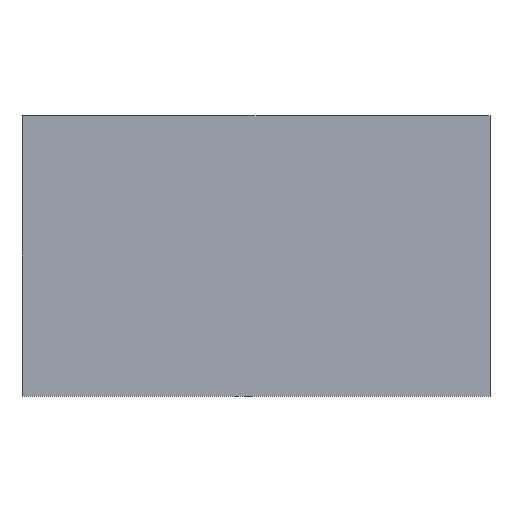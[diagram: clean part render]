
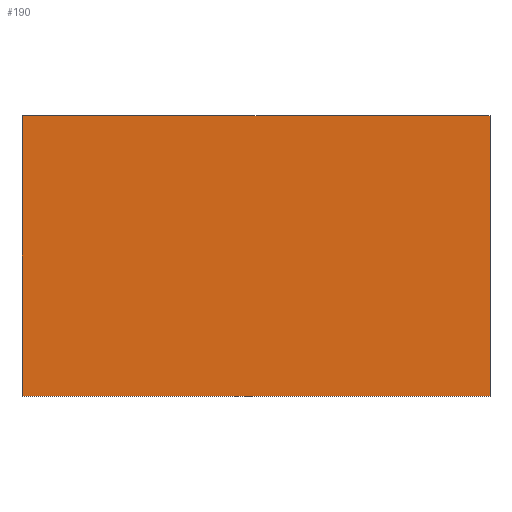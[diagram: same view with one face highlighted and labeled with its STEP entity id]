
A CAD part, front view. The second image highlights one B-rep face of the part: STEP entity #190.
In plain terms, the highlighted planar face has unit normal (0, -1, 0).
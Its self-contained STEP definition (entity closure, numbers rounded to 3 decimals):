
#24=FACE_OUTER_BOUND('',#34,.T.);
#34=EDGE_LOOP('',(#167,#168,#169,#170));
#51=LINE('',#298,#75);
#54=LINE('',#303,#78);
#57=LINE('',#308,#81);
#58=LINE('',#310,#82);
#75=VECTOR('',#245,10.);
#78=VECTOR('',#250,10.);
#81=VECTOR('',#255,10.);
#82=VECTOR('',#258,10.);
#95=VERTEX_POINT('',#296);
#96=VERTEX_POINT('',#297);
#97=VERTEX_POINT('',#302);
#98=VERTEX_POINT('',#306);
#115=EDGE_CURVE('',#95,#96,#51,.T.);
#118=EDGE_CURVE('',#97,#95,#54,.T.);
#121=EDGE_CURVE('',#98,#97,#57,.T.);
#122=EDGE_CURVE('',#96,#98,#58,.T.);
#167=ORIENTED_EDGE('',*,*,#122,.F.);
#168=ORIENTED_EDGE('',*,*,#115,.F.);
#169=ORIENTED_EDGE('',*,*,#118,.F.);
#170=ORIENTED_EDGE('',*,*,#121,.F.);
#180=PLANE('',#214);
#190=ADVANCED_FACE('',(#24),#180,.F.);
#214=AXIS2_PLACEMENT_3D('',#311,#259,#260);
#245=DIRECTION('',(-1.,0.,0.));
#250=DIRECTION('',(0.,0.,-1.));
#255=DIRECTION('',(1.,0.,0.));
#258=DIRECTION('',(0.,0.,1.));
#259=DIRECTION('center_axis',(0.,1.,0.));
#260=DIRECTION('ref_axis',(1.,0.,0.));
#296=CARTESIAN_POINT('',(50.,0.,-30.));
#297=CARTESIAN_POINT('',(0.,0.,-30.));
#298=CARTESIAN_POINT('',(50.,0.,-30.));
#302=CARTESIAN_POINT('',(50.,0.,0.));
#303=CARTESIAN_POINT('',(50.,0.,0.));
#306=CARTESIAN_POINT('',(0.,0.,0.));
#308=CARTESIAN_POINT('',(0.,0.,0.));
#310=CARTESIAN_POINT('',(0.,0.,-30.));
#311=CARTESIAN_POINT('Origin',(25.,0.,-15.));
